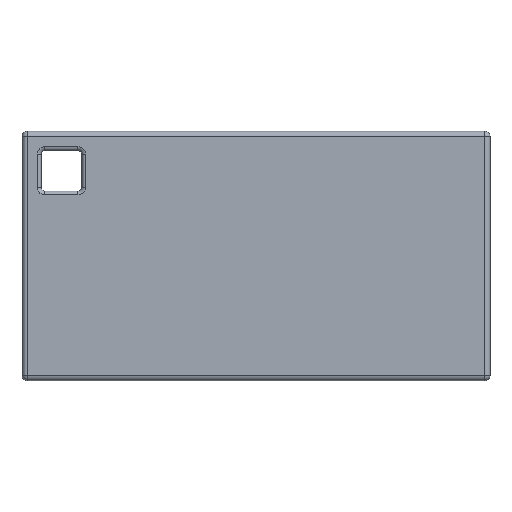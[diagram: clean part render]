
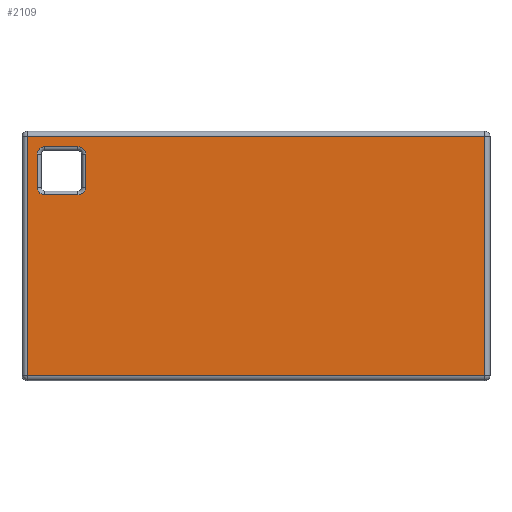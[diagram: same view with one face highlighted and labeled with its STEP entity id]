
A CAD part, top view. The second image highlights one B-rep face of the part: STEP entity #2109.
In plain terms, the highlighted planar face has unit normal (0, 0, 1).
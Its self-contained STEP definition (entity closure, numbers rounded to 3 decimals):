
#1718 = VERTEX_POINT('',#1719);
#1719 = CARTESIAN_POINT('',(3.,44.5,2.));
#1728 = VERTEX_POINT('',#1729);
#1729 = CARTESIAN_POINT('',(3.,38.,2.));
#1736 = EDGE_CURVE('',#1718,#1728,#1737,.T.);
#1737 = LINE('',#1738,#1739);
#1738 = CARTESIAN_POINT('',(3.,44.5,2.));
#1739 = VECTOR('',#1740,1.);
#1740 = DIRECTION('',(0.,-1.,0.));
#1818 = VERTEX_POINT('',#1819);
#1819 = CARTESIAN_POINT('',(12.5,38.,2.));
#1828 = VERTEX_POINT('',#1829);
#1829 = CARTESIAN_POINT('',(12.5,44.5,2.));
#1836 = EDGE_CURVE('',#1818,#1828,#1837,.T.);
#1837 = LINE('',#1838,#1839);
#1838 = CARTESIAN_POINT('',(12.5,38.,2.));
#1839 = VECTOR('',#1840,1.);
#1840 = DIRECTION('',(0.,1.,0.));
#1851 = VERTEX_POINT('',#1852);
#1852 = CARTESIAN_POINT('',(4.5,36.5,2.));
#1861 = VERTEX_POINT('',#1862);
#1862 = CARTESIAN_POINT('',(11.,36.5,2.));
#1869 = EDGE_CURVE('',#1851,#1861,#1870,.T.);
#1870 = LINE('',#1871,#1872);
#1871 = CARTESIAN_POINT('',(4.5,36.5,2.));
#1872 = VECTOR('',#1873,1.);
#1873 = DIRECTION('',(1.,0.,0.));
#1884 = EDGE_CURVE('',#1861,#1818,#1885,.T.);
#1885 = CIRCLE('',#1886,1.5);
#1886 = AXIS2_PLACEMENT_3D('',#1887,#1888,#1889);
#1887 = CARTESIAN_POINT('',(11.,38.,2.));
#1888 = DIRECTION('',(-0.,0.,1.));
#1889 = DIRECTION('',(0.,-1.,0.));
#1902 = VERTEX_POINT('',#1903);
#1903 = CARTESIAN_POINT('',(91.,1.,2.));
#1912 = VERTEX_POINT('',#1913);
#1913 = CARTESIAN_POINT('',(1.,1.,2.));
#1920 = EDGE_CURVE('',#1902,#1912,#1921,.T.);
#1921 = LINE('',#1922,#1923);
#1922 = CARTESIAN_POINT('',(91.,1.,2.));
#1923 = VECTOR('',#1924,1.);
#1924 = DIRECTION('',(-1.,-0.,-0.));
#1971 = VERTEX_POINT('',#1972);
#1972 = CARTESIAN_POINT('',(1.,48.,2.));
#1979 = EDGE_CURVE('',#1912,#1971,#1980,.T.);
#1980 = LINE('',#1981,#1982);
#1981 = CARTESIAN_POINT('',(1.,1.,2.));
#1982 = VECTOR('',#1983,1.);
#1983 = DIRECTION('',(0.,1.,0.));
#1994 = VERTEX_POINT('',#1995);
#1995 = CARTESIAN_POINT('',(91.,48.,2.));
#2004 = EDGE_CURVE('',#1994,#1902,#2005,.T.);
#2005 = LINE('',#2006,#2007);
#2006 = CARTESIAN_POINT('',(91.,48.,2.));
#2007 = VECTOR('',#2008,1.);
#2008 = DIRECTION('',(-0.,-1.,-0.));
#2055 = EDGE_CURVE('',#1971,#1994,#2056,.T.);
#2056 = LINE('',#2057,#2058);
#2057 = CARTESIAN_POINT('',(1.,48.,2.));
#2058 = VECTOR('',#2059,1.);
#2059 = DIRECTION('',(1.,0.,0.));
#2070 = EDGE_CURVE('',#1728,#1851,#2071,.T.);
#2071 = CIRCLE('',#2072,1.5);
#2072 = AXIS2_PLACEMENT_3D('',#2073,#2074,#2075);
#2073 = CARTESIAN_POINT('',(4.5,38.,2.));
#2074 = DIRECTION('',(0.,0.,1.));
#2075 = DIRECTION('',(-1.,0.,0.));
#2088 = VERTEX_POINT('',#2089);
#2089 = CARTESIAN_POINT('',(4.5,46.,2.));
#2096 = EDGE_CURVE('',#2088,#1718,#2097,.T.);
#2097 = CIRCLE('',#2098,1.5);
#2098 = AXIS2_PLACEMENT_3D('',#2099,#2100,#2101);
#2099 = CARTESIAN_POINT('',(4.5,44.5,2.));
#2100 = DIRECTION('',(0.,0.,1.));
#2101 = DIRECTION('',(0.,1.,0.));
#2109 = ADVANCED_FACE('',(#2110,#2116),#2139,.T.);
#2110 = FACE_BOUND('',#2111,.T.);
#2111 = EDGE_LOOP('',(#2112,#2113,#2114,#2115));
#2112 = ORIENTED_EDGE('',*,*,#2055,.F.);
#2113 = ORIENTED_EDGE('',*,*,#1979,.F.);
#2114 = ORIENTED_EDGE('',*,*,#1920,.F.);
#2115 = ORIENTED_EDGE('',*,*,#2004,.F.);
#2116 = FACE_BOUND('',#2117,.T.);
#2117 = EDGE_LOOP('',(#2118,#2119,#2120,#2128,#2135,#2136,#2137,#2138));
#2118 = ORIENTED_EDGE('',*,*,#1736,.F.);
#2119 = ORIENTED_EDGE('',*,*,#2096,.F.);
#2120 = ORIENTED_EDGE('',*,*,#2121,.F.);
#2121 = EDGE_CURVE('',#2122,#2088,#2124,.T.);
#2122 = VERTEX_POINT('',#2123);
#2123 = CARTESIAN_POINT('',(11.,46.,2.));
#2124 = LINE('',#2125,#2126);
#2125 = CARTESIAN_POINT('',(11.,46.,2.));
#2126 = VECTOR('',#2127,1.);
#2127 = DIRECTION('',(-1.,0.,0.));
#2128 = ORIENTED_EDGE('',*,*,#2129,.F.);
#2129 = EDGE_CURVE('',#1828,#2122,#2130,.T.);
#2130 = CIRCLE('',#2131,1.5);
#2131 = AXIS2_PLACEMENT_3D('',#2132,#2133,#2134);
#2132 = CARTESIAN_POINT('',(11.,44.5,2.));
#2133 = DIRECTION('',(0.,-0.,1.));
#2134 = DIRECTION('',(1.,0.,0.));
#2135 = ORIENTED_EDGE('',*,*,#1836,.F.);
#2136 = ORIENTED_EDGE('',*,*,#1884,.F.);
#2137 = ORIENTED_EDGE('',*,*,#1869,.F.);
#2138 = ORIENTED_EDGE('',*,*,#2070,.F.);
#2139 = PLANE('',#2140);
#2140 = AXIS2_PLACEMENT_3D('',#2141,#2142,#2143);
#2141 = CARTESIAN_POINT('',(46.,24.5,2.));
#2142 = DIRECTION('',(0.,0.,1.));
#2143 = DIRECTION('',(1.,0.,0.));
